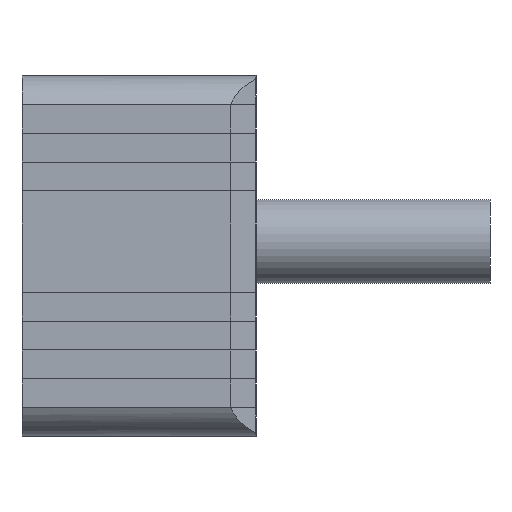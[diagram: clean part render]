
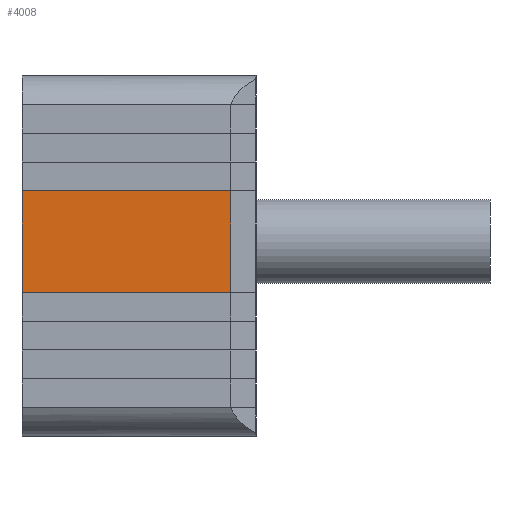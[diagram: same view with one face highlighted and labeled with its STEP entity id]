
A CAD part, left-side view. The second image highlights one B-rep face of the part: STEP entity #4008.
In plain terms, the highlighted face is planar.
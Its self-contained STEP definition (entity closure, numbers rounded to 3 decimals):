
#183 = ORIENTED_EDGE ( 'NONE', *, *, #1807, .F. ) ;
#430 = VECTOR ( 'NONE', #450, 1000. ) ;
#450 = DIRECTION ( 'NONE',  ( -1., 0., 0. ) ) ;
#582 = ORIENTED_EDGE ( 'NONE', *, *, #2532, .T. ) ;
#720 = CARTESIAN_POINT ( 'NONE',  ( 2.6, -4.2, -10. ) ) ;
#747 = VERTEX_POINT ( 'NONE', #1485 ) ;
#954 = DIRECTION ( 'NONE',  ( -1., 0., 0. ) ) ;
#973 = CARTESIAN_POINT ( 'NONE',  ( -2.6, 0., -10. ) ) ;
#1082 = CARTESIAN_POINT ( 'NONE',  ( 2.6, -4.2, -10. ) ) ;
#1341 = PLANE ( 'NONE',  #3626 ) ;
#1343 = DIRECTION ( 'NONE',  ( 0., -1., 0. ) ) ;
#1349 = LINE ( 'NONE', #2366, #1668 ) ;
#1485 = CARTESIAN_POINT ( 'NONE',  ( -2.6, -4.2, -10. ) ) ;
#1668 = VECTOR ( 'NONE', #954, 1000. ) ;
#1681 = CARTESIAN_POINT ( 'NONE',  ( -2.6, 6.5, -10. ) ) ;
#1707 = EDGE_CURVE ( 'NONE', #3963, #747, #4095, .T. ) ;
#1807 = EDGE_CURVE ( 'NONE', #3516, #3963, #1349, .T. ) ;
#1810 = LINE ( 'NONE', #1082, #430 ) ;
#1916 = CARTESIAN_POINT ( 'NONE',  ( 2.6, 6.5, -10. ) ) ;
#1934 = CARTESIAN_POINT ( 'NONE',  ( 2.6, 0., -10. ) ) ;
#1958 = EDGE_CURVE ( 'NONE', #3830, #747, #1810, .T. ) ;
#2002 = ORIENTED_EDGE ( 'NONE', *, *, #1707, .F. ) ;
#2070 = CARTESIAN_POINT ( 'NONE',  ( 2.6, 0., -10. ) ) ;
#2366 = CARTESIAN_POINT ( 'NONE',  ( 2.6, 6.5, -10. ) ) ;
#2384 = FACE_OUTER_BOUND ( 'NONE', #4264, .T. ) ;
#2532 = EDGE_CURVE ( 'NONE', #3516, #3830, #2570, .T. ) ;
#2570 = LINE ( 'NONE', #1934, #3697 ) ;
#2765 = DIRECTION ( 'NONE',  ( -1., 0., 0. ) ) ;
#3323 = DIRECTION ( 'NONE',  ( 0., -1., 0. ) ) ;
#3516 = VERTEX_POINT ( 'NONE', #1916 ) ;
#3622 = VECTOR ( 'NONE', #1343, 1000. ) ;
#3626 = AXIS2_PLACEMENT_3D ( 'NONE', #2070, #4179, #2765 ) ;
#3697 = VECTOR ( 'NONE', #3323, 1000. ) ;
#3712 = ORIENTED_EDGE ( 'NONE', *, *, #1958, .T. ) ;
#3830 = VERTEX_POINT ( 'NONE', #720 ) ;
#3963 = VERTEX_POINT ( 'NONE', #1681 ) ;
#4008 = ADVANCED_FACE ( 'NONE', ( #2384 ), #1341, .T. ) ;
#4095 = LINE ( 'NONE', #973, #3622 ) ;
#4179 = DIRECTION ( 'NONE',  ( 0., 0., -1. ) ) ;
#4264 = EDGE_LOOP ( 'NONE', ( #582, #3712, #2002, #183 ) ) ;
